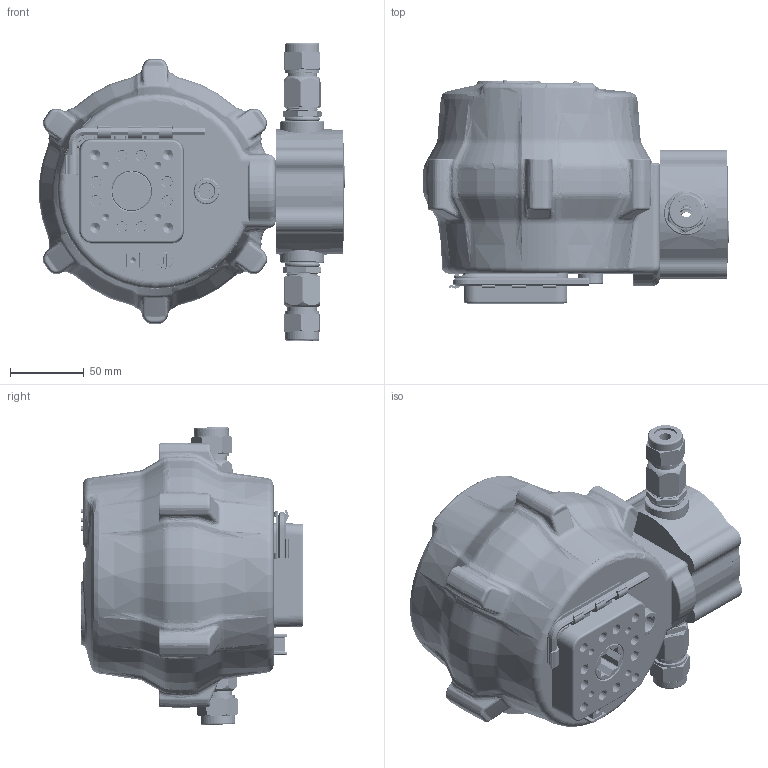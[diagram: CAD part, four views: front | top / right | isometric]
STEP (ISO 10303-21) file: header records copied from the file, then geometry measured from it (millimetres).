
FILE_DESCRIPTION (( 'STEP AP203' ), '1' );
FILE_NAME ('蚾饜极-眻霜-俋倛.STEP', '2021-09-02T05:07:44', ( 'china' ), ( 'china' ), 'SwSTEP 2.0', 'SolidWorks 2018', '' );
FILE_SCHEMA (( 'CONFIG_CONTROL_DESIGN' ));
Length unit declared in the file: millimetre
Products named in the file (39): 揤裔-珘儒產薛噩え; 揤踡杶遠; 2EDG-5.08-5P_DOWN; 06售忒-埴倛俋褲; 隅弇喘謫粣; TCN08E-党蜊-01; 揤踡肣遠; 盄繚啣; TCN08上盖-加接线盒盖-修改镜片; 隅弇粣; 输出轴及其齿轮-防爆型; 引入螺母; 2EDG-5.08-5P_TOP; LED絳嫖翐; 06す噩え硌尨齪釱; 蝠霜萇儂喘謫-13M0.6; 笢蹟譫; 綴蹟譫; 滅惇產薛絳嫖翐; F6700ZZ峚倰粣創; TC08EX產薛噩え-弇离硌尨; 諉芛; O型圈; 偌瑩揤翐; 忒雄粣蚐猾18x10x4; TC08EX压盖-机械指示玻璃镜片; 諉盄碟; 標踡遠; 偌瑩; 直流电机中盖-圆形; TC08產薛噩え-珘儒珆尨; 蚾饜极-眻霜-俋倛; 沓蹋; 諉盄碟裔-2; 眻霜拸芃萇儂3640-20181225; TC08滅惇倰忒雄粣; 肮祭璃; 諉盄碟奻裔; 售忒殤-呿蹋
Assembly tree (43 placements, depth 4):
  蚾饜极-眻霜-俋倛
    TCN08E-党蜊-01
    输出轴及其齿轮-防爆型
    蝠霜萇儂喘謫-13M0.6
    TC08EX產薛噩え-弇离硌尨
    TC08EX压盖-机械指示玻璃镜片
    TC08產薛噩え-珘儒珆尨
    TC08滅惇倰忒雄粣
    揤裔-珘儒產薛噩え
    隅弇喘謫粣
    隅弇粣
    06す噩え硌尨齪釱
    F6700ZZ峚倰粣創
    忒雄粣蚐猾18x10x4
    直流电机中盖-圆形
    眻霜拸芃萇儂3640-20181225
    售忒殤-呿蹋
    06售忒-埴倛俋褲
    TCN08上盖-加接线盒盖-修改镜片
    LED絳嫖翐
    滅惇產薛絳嫖翐
    偌瑩揤翐  x3
    偌瑩
    諉盄碟
      諉盄碟裔-2
      諉盄碟奻裔
      2EDG-5.08-5P_DOWN  x2
      盄繚啣
      2EDG-5.08-5P_TOP  x2
      諉芛  x2
        綴蹟譫
        O型圈
        標踡遠
        沓蹋
        肮祭璃
        揤踡杶遠
        揤踡肣遠
        引入螺母
        笢蹟譫
Bounding box: 207.76 x 151.4 x 202.43 mm (x, y, z)
Volume: 1261889.7 mm3; surface area: 395093 mm2
Topology: 49 solids, 49 shells, 5078 faces, 12583 edges, 7782 vertices
Faces by surface type: cylinder 1527, plane 1275, bspline 1063, cone 793, torus 311, sphere 109
Entity records: 176483 total; most frequent: CARTESIAN_POINT 70209, ORIENTED_EDGE 22624, DIRECTION 19865, EDGE_CURVE 11312, AXIS2_PLACEMENT_3D 8059, VERTEX_POINT 7057, EDGE_LOOP 5015, FACE_OUTER_BOUND 4595
